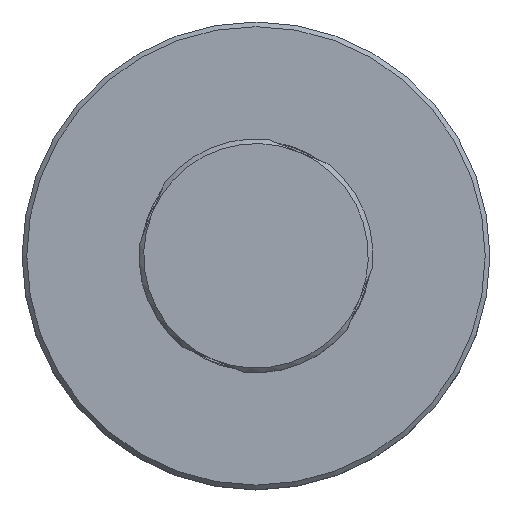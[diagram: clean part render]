
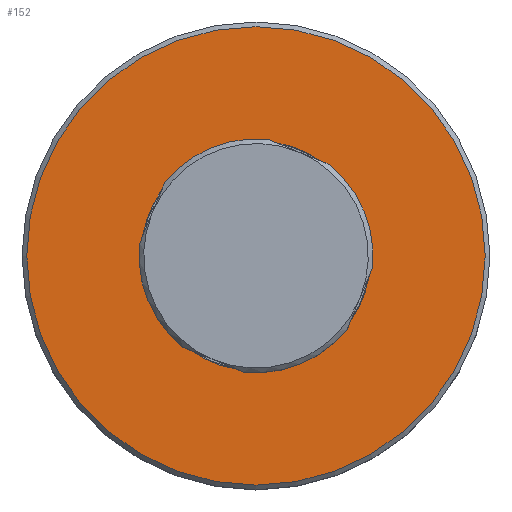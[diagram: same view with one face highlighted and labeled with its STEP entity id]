
A CAD part, top view. The second image highlights one B-rep face of the part: STEP entity #152.
In plain terms, the highlighted planar face has unit normal (0, 0, 1).
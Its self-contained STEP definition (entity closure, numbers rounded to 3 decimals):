
#152=ADVANCED_FACE('',(#189),#169,.F.);
#169=PLANE('',#546);
#189=FACE_OUTER_BOUND('',#225,.T.);
#225=EDGE_LOOP('',(#337));
#337=ORIENTED_EDGE('',*,*,#439,.T.);
#383=VERTEX_POINT('',#861);
#439=EDGE_CURVE('',#383,#383,#467,.T.);
#467=CIRCLE('',#545,49.);
#545=AXIS2_PLACEMENT_3D('',#860,#676,#677);
#546=AXIS2_PLACEMENT_3D('',#862,#678,#679);
#676=DIRECTION('',(0.,0.,1.));
#677=DIRECTION('',(1.,0.,0.));
#678=DIRECTION('',(0.,0.,-1.));
#679=DIRECTION('',(-1.,0.,0.));
#860=CARTESIAN_POINT('',(0.,0.,0.));
#861=CARTESIAN_POINT('',(49.,0.,0.));
#862=CARTESIAN_POINT('',(0.,50.,0.));
